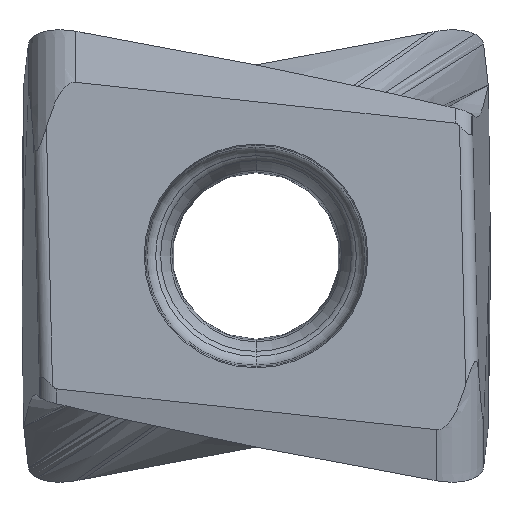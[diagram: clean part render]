
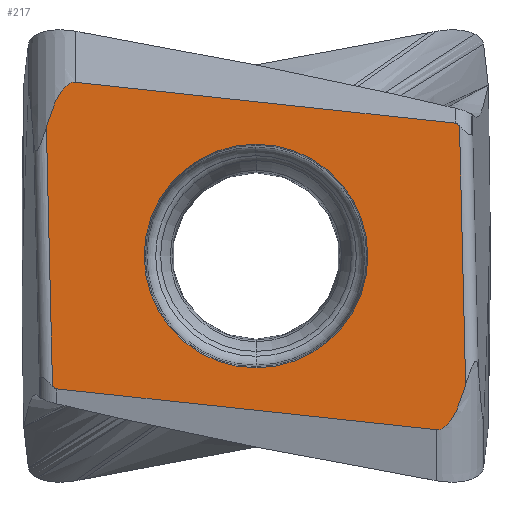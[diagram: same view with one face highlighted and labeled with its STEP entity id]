
A CAD part, front view. The second image highlights one B-rep face of the part: STEP entity #217.
In plain terms, the highlighted planar face has unit normal (0, -1, 0).
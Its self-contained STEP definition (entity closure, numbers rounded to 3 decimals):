
#65=FACE_BOUND('',#502,.T.);
#66=FACE_BOUND('',#503,.T.);
#217=ADVANCED_FACE('',(#65,#66),#302,.T.);
#302=PLANE('',#2505);
#502=EDGE_LOOP('',(#956,#957,#958,#959,#960,#961,#962,#963));
#503=EDGE_LOOP('',(#964,#965,#966,#967));
#956=ORIENTED_EDGE('',*,*,#1726,.F.);
#957=ORIENTED_EDGE('',*,*,#1727,.F.);
#958=ORIENTED_EDGE('',*,*,#1639,.T.);
#959=ORIENTED_EDGE('',*,*,#1645,.F.);
#960=ORIENTED_EDGE('',*,*,#1725,.F.);
#961=ORIENTED_EDGE('',*,*,#1728,.F.);
#962=ORIENTED_EDGE('',*,*,#1562,.T.);
#963=ORIENTED_EDGE('',*,*,#1568,.F.);
#964=ORIENTED_EDGE('',*,*,#1729,.T.);
#965=ORIENTED_EDGE('',*,*,#1730,.T.);
#966=ORIENTED_EDGE('',*,*,#1731,.T.);
#967=ORIENTED_EDGE('',*,*,#1732,.T.);
#1329=VERTEX_POINT('',#4105);
#1330=VERTEX_POINT('',#4106);
#1334=VERTEX_POINT('',#4188);
#1384=VERTEX_POINT('',#5448);
#1385=VERTEX_POINT('',#5449);
#1389=VERTEX_POINT('',#5540);
#1437=VERTEX_POINT('',#6700);
#1438=VERTEX_POINT('',#6704);
#1439=VERTEX_POINT('',#6726);
#1440=VERTEX_POINT('',#6727);
#1441=VERTEX_POINT('',#6729);
#1442=VERTEX_POINT('',#6731);
#1562=EDGE_CURVE('',#1329,#1330,#2175,.T.);
#1568=EDGE_CURVE('',#1334,#1330,#1913,.T.);
#1639=EDGE_CURVE('',#1384,#1385,#2203,.T.);
#1645=EDGE_CURVE('',#1389,#1385,#1964,.T.);
#1725=EDGE_CURVE('',#1437,#1389,#2235,.T.);
#1726=EDGE_CURVE('',#1438,#1334,#2236,.T.);
#1727=EDGE_CURVE('',#1384,#1438,#2010,.T.);
#1728=EDGE_CURVE('',#1329,#1437,#2011,.T.);
#1729=EDGE_CURVE('',#1439,#1440,#2035,.T.);
#1730=EDGE_CURVE('',#1440,#1441,#2036,.T.);
#1731=EDGE_CURVE('',#1441,#1442,#2037,.T.);
#1732=EDGE_CURVE('',#1442,#1439,#2038,.T.);
#1913=B_SPLINE_CURVE_WITH_KNOTS('',3,(#4189,#4190,#4191,#4192,#4193,#4194,
#4195,#4196,#4197,#4198,#4199,#4200,#4201,#4202,#4203,#4204,#4205,#4206,
#4207,#4208,#4209,#4210),.UNSPECIFIED.,.F.,.F.,(4,1,1,1,1,1,1,1,1,1,1,1,
1,1,1,1,1,1,1,4),(0.,0.053,0.105,0.158,0.211,
0.263,0.316,0.368,0.421,0.474,
0.526,0.579,0.632,0.684,0.737,
0.789,0.842,0.895,0.947,1.),
 .UNSPECIFIED.);
#1964=B_SPLINE_CURVE_WITH_KNOTS('',3,(#5541,#5542,#5543,#5544,#5545,#5546,
#5547,#5548,#5549,#5550,#5551,#5552,#5553,#5554,#5555,#5556,#5557,#5558,
#5559,#5560,#5561,#5562),.UNSPECIFIED.,.F.,.F.,(4,1,1,1,1,1,1,1,1,1,1,1,
1,1,1,1,1,1,1,4),(0.,0.053,0.105,0.158,0.211,
0.263,0.316,0.368,0.421,0.474,
0.526,0.579,0.632,0.684,0.737,
0.789,0.842,0.895,0.947,1.),
 .UNSPECIFIED.);
#2010=B_SPLINE_CURVE_WITH_KNOTS('',3,(#6705,#6706,#6707,#6708,#6709,#6710,
#6711,#6712,#6713,#6714),.UNSPECIFIED.,.F.,.F.,(4,1,1,1,1,1,1,4),(0.,0.143,
0.286,0.429,0.571,0.714,0.857,
1.),.UNSPECIFIED.);
#2011=B_SPLINE_CURVE_WITH_KNOTS('',3,(#6715,#6716,#6717,#6718,#6719,#6720,
#6721,#6722,#6723,#6724),.UNSPECIFIED.,.F.,.F.,(4,1,1,1,1,1,1,4),(0.,0.143,
0.286,0.429,0.571,0.714,0.857,
1.),.UNSPECIFIED.);
#2035=CIRCLE('',#2501,2.988);
#2036=CIRCLE('',#2502,2.988);
#2037=CIRCLE('',#2503,2.988);
#2038=CIRCLE('',#2504,2.988);
#2175=LINE('',#4104,#2295);
#2203=LINE('',#5447,#2327);
#2235=LINE('',#6701,#2361);
#2236=LINE('',#6703,#2362);
#2295=VECTOR('',#2649,1.);
#2327=VECTOR('',#2697,1.);
#2361=VECTOR('',#2769,1.);
#2362=VECTOR('',#2772,1.);
#2501=AXIS2_PLACEMENT_3D('',#6725,#2773,#2774);
#2502=AXIS2_PLACEMENT_3D('',#6728,#2775,#2776);
#2503=AXIS2_PLACEMENT_3D('',#6730,#2777,#2778);
#2504=AXIS2_PLACEMENT_3D('',#6732,#2779,#2780);
#2505=AXIS2_PLACEMENT_3D('',#6733,#2781,#2782);
#2649=DIRECTION('',(-0.994,0.,0.107));
#2697=DIRECTION('',(0.994,0.,-0.107));
#2769=DIRECTION('',(0.024,0.,-1.));
#2772=DIRECTION('',(-0.024,0.,1.));
#2773=DIRECTION('',(0.,1.,0.));
#2774=DIRECTION('',(-0.005,0.,-1.));
#2775=DIRECTION('',(0.,1.,0.));
#2776=DIRECTION('',(0.,0.,1.));
#2777=DIRECTION('',(0.,1.,0.));
#2778=DIRECTION('',(0.005,0.,1.));
#2779=DIRECTION('',(0.,1.,0.));
#2780=DIRECTION('',(0.,0.,-1.));
#2781=DIRECTION('',(0.,-1.,0.));
#2782=DIRECTION('',(1.,0.,0.024));
#4104=CARTESIAN_POINT('',(5.32,0.,3.55));
#4105=CARTESIAN_POINT('',(5.32,0.,3.55));
#4106=CARTESIAN_POINT('',(-4.819,0.,4.641));
#4188=CARTESIAN_POINT('',(-5.601,0.,3.453));
#4189=CARTESIAN_POINT('',(-5.601,0.,3.453));
#4190=CARTESIAN_POINT('',(-5.583,0.,3.516));
#4191=CARTESIAN_POINT('',(-5.548,0.,3.634));
#4192=CARTESIAN_POINT('',(-5.495,0.,3.791));
#4193=CARTESIAN_POINT('',(-5.444,0.,3.93));
#4194=CARTESIAN_POINT('',(-5.393,0.,4.052));
#4195=CARTESIAN_POINT('',(-5.344,0.,4.158));
#4196=CARTESIAN_POINT('',(-5.296,0.,4.25));
#4197=CARTESIAN_POINT('',(-5.249,0.,4.329));
#4198=CARTESIAN_POINT('',(-5.204,0.,4.397));
#4199=CARTESIAN_POINT('',(-5.16,0.,4.455));
#4200=CARTESIAN_POINT('',(-5.118,0.,4.502));
#4201=CARTESIAN_POINT('',(-5.078,0.,4.541));
#4202=CARTESIAN_POINT('',(-5.04,0.,4.572));
#4203=CARTESIAN_POINT('',(-5.004,0.,4.596));
#4204=CARTESIAN_POINT('',(-4.97,0.,4.614));
#4205=CARTESIAN_POINT('',(-4.938,0.,4.627));
#4206=CARTESIAN_POINT('',(-4.907,0.,4.636));
#4207=CARTESIAN_POINT('',(-4.877,0.,4.641));
#4208=CARTESIAN_POINT('',(-4.848,0.,4.643));
#4209=CARTESIAN_POINT('',(-4.828,0.,4.642));
#4210=CARTESIAN_POINT('',(-4.819,0.,4.641));
#5447=CARTESIAN_POINT('',(-5.32,0.,-3.55));
#5448=CARTESIAN_POINT('',(-5.32,0.,-3.55));
#5449=CARTESIAN_POINT('',(4.819,0.,-4.641));
#5540=CARTESIAN_POINT('',(5.601,0.,-3.453));
#5541=CARTESIAN_POINT('',(5.601,0.,-3.453));
#5542=CARTESIAN_POINT('',(5.583,0.,-3.516));
#5543=CARTESIAN_POINT('',(5.548,0.,-3.634));
#5544=CARTESIAN_POINT('',(5.495,0.,-3.791));
#5545=CARTESIAN_POINT('',(5.444,0.,-3.93));
#5546=CARTESIAN_POINT('',(5.393,0.,-4.052));
#5547=CARTESIAN_POINT('',(5.344,0.,-4.158));
#5548=CARTESIAN_POINT('',(5.296,0.,-4.25));
#5549=CARTESIAN_POINT('',(5.249,0.,-4.329));
#5550=CARTESIAN_POINT('',(5.204,0.,-4.397));
#5551=CARTESIAN_POINT('',(5.16,0.,-4.455));
#5552=CARTESIAN_POINT('',(5.118,0.,-4.502));
#5553=CARTESIAN_POINT('',(5.078,0.,-4.541));
#5554=CARTESIAN_POINT('',(5.04,0.,-4.572));
#5555=CARTESIAN_POINT('',(5.004,0.,-4.596));
#5556=CARTESIAN_POINT('',(4.97,0.,-4.614));
#5557=CARTESIAN_POINT('',(4.938,0.,-4.627));
#5558=CARTESIAN_POINT('',(4.907,0.,-4.636));
#5559=CARTESIAN_POINT('',(4.877,0.,-4.641));
#5560=CARTESIAN_POINT('',(4.848,0.,-4.643));
#5561=CARTESIAN_POINT('',(4.828,0.,-4.642));
#5562=CARTESIAN_POINT('',(4.819,0.,-4.641));
#6700=CARTESIAN_POINT('',(5.437,0.,3.475));
#6701=CARTESIAN_POINT('',(5.437,0.,3.475));
#6703=CARTESIAN_POINT('',(-5.437,0.,-3.475));
#6704=CARTESIAN_POINT('',(-5.437,0.,-3.475));
#6705=CARTESIAN_POINT('',(-5.32,0.,-3.55));
#6706=CARTESIAN_POINT('',(-5.325,0.,-3.549));
#6707=CARTESIAN_POINT('',(-5.334,0.,-3.547));
#6708=CARTESIAN_POINT('',(-5.349,0.,-3.543));
#6709=CARTESIAN_POINT('',(-5.365,0.,-3.536));
#6710=CARTESIAN_POINT('',(-5.382,0.,-3.526));
#6711=CARTESIAN_POINT('',(-5.4,0.,-3.513));
#6712=CARTESIAN_POINT('',(-5.418,0.,-3.496));
#6713=CARTESIAN_POINT('',(-5.431,0.,-3.482));
#6714=CARTESIAN_POINT('',(-5.437,0.,-3.475));
#6715=CARTESIAN_POINT('',(5.32,0.,3.55));
#6716=CARTESIAN_POINT('',(5.325,0.,3.549));
#6717=CARTESIAN_POINT('',(5.334,0.,3.547));
#6718=CARTESIAN_POINT('',(5.349,0.,3.543));
#6719=CARTESIAN_POINT('',(5.365,0.,3.536));
#6720=CARTESIAN_POINT('',(5.382,0.,3.526));
#6721=CARTESIAN_POINT('',(5.4,0.,3.513));
#6722=CARTESIAN_POINT('',(5.418,0.,3.496));
#6723=CARTESIAN_POINT('',(5.431,0.,3.482));
#6724=CARTESIAN_POINT('',(5.437,0.,3.475));
#6725=CARTESIAN_POINT('',(0.,0.,0.));
#6726=CARTESIAN_POINT('',(-0.016,0.,-2.988));
#6727=CARTESIAN_POINT('',(0.,0.,2.988));
#6728=CARTESIAN_POINT('',(0.,0.,0.));
#6729=CARTESIAN_POINT('',(0.016,0.,2.988));
#6730=CARTESIAN_POINT('',(0.,0.,0.));
#6731=CARTESIAN_POINT('',(0.,0.,-2.988));
#6732=CARTESIAN_POINT('',(0.,0.,0.));
#6733=CARTESIAN_POINT('',(-5.351,0.,-7.129));
